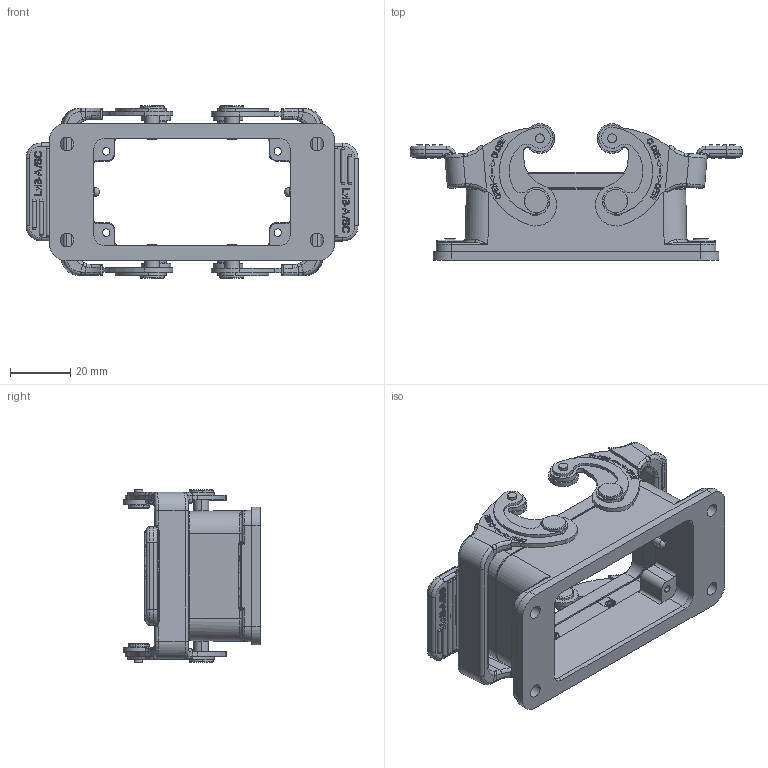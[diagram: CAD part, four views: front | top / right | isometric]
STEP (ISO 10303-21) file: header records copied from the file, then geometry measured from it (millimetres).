
FILE_DESCRIPTION((''),'2;1');
FILE_NAME('3D_1120103411001_H10B-MBK-2L_SC','2023-12-05T',('yp.zhu'),(''),'PRO/ENGINEER BY PARAMETRIC TECHNOLOGY CORPORATION, 2012480','PRO/ENGINEER BY PARAMETRIC TECHNOLOGY CORPORATION, 2012480','');
FILE_SCHEMA(('CONFIG_CONTROL_DESIGN'));
Products named in the file (1): 3D_1120103411001_H10B-MBK-2L_SC
Bounding box: 110.3 x 45.29 x 57.5 mm (x, y, z)
Volume: 44474.4 mm3; surface area: 33447.1 mm2
Topology: 1 solids, 5 shells, 1600 faces, 4317 edges, 2863 vertices
Faces by surface type: plane 751, cylinder 393, extrusion 170, bspline 112, torus 80, cone 56, sphere 38
Entity records: 57860 total; most frequent: CARTESIAN_POINT 18358, ORIENTED_EDGE 8586, DIRECTION 7514, EDGE_CURVE 4301, VERTEX_POINT 2863, AXIS2_PLACEMENT_3D 2518, VECTOR 2478, LINE 2308
